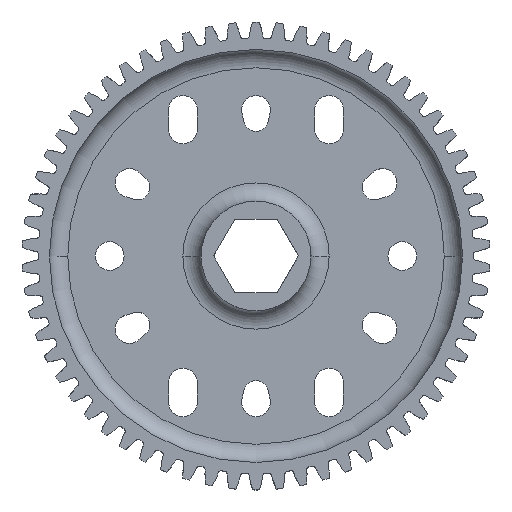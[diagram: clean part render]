
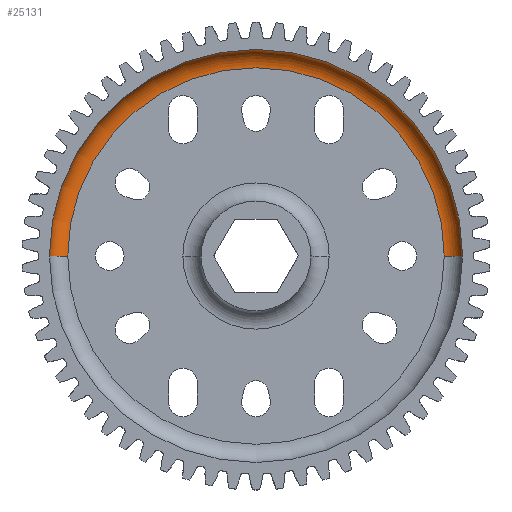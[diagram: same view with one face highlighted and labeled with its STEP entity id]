
A CAD part, top view. The second image highlights one B-rep face of the part: STEP entity #25131.
In plain terms, the highlighted toroidal (fillet/blend) face has major radius 32.703 mm and minor radius 3.175 mm.
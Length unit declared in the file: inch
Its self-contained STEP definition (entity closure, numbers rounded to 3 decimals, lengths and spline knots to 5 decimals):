
#1206 = EDGE_LOOP ( 'NONE', ( #31439, #2287, #16376, #25559 ) ) ;
#1425 = VERTEX_POINT ( 'NONE', #21475 ) ;
#2287 = ORIENTED_EDGE ( 'NONE', *, *, #7893, .F. ) ;
#4499 = AXIS2_PLACEMENT_3D ( 'NONE', #21459, #4584, #27123 ) ;
#4573 = VERTEX_POINT ( 'NONE', #5966 ) ;
#4584 = DIRECTION ( 'NONE',  ( 0., 0., 1. ) ) ;
#4959 = CIRCLE ( 'NONE', #7018, 1.2875 ) ;
#5369 = VERTEX_POINT ( 'NONE', #12623 ) ;
#5758 = DIRECTION ( 'NONE',  ( 0., 0., -1. ) ) ;
#5966 = CARTESIAN_POINT ( 'NONE',  ( -1.4125, 0., 0.0275 ) ) ;
#7018 = AXIS2_PLACEMENT_3D ( 'NONE', #14521, #21359, #26396 ) ;
#7893 = EDGE_CURVE ( 'NONE', #5369, #1425, #4959, .T. ) ;
#9943 = EDGE_CURVE ( 'NONE', #5369, #19919, #17938, .T. ) ;
#11557 = FACE_OUTER_BOUND ( 'NONE', #1206, .T. ) ;
#11676 = AXIS2_PLACEMENT_3D ( 'NONE', #25190, #28088, #23052 ) ;
#12407 = CARTESIAN_POINT ( 'NONE',  ( 1.2875, 0., 0.0275 ) ) ;
#12623 = CARTESIAN_POINT ( 'NONE',  ( 1.2875, 0., -0.0975 ) ) ;
#13375 = CARTESIAN_POINT ( 'NONE',  ( 1.4125, 0., 0.0275 ) ) ;
#14521 = CARTESIAN_POINT ( 'NONE',  ( 0., 0., -0.0975 ) ) ;
#16128 = DIRECTION ( 'NONE',  ( 1., 0., 0. ) ) ;
#16331 = CIRCLE ( 'NONE', #11676, 0.125 ) ;
#16376 = ORIENTED_EDGE ( 'NONE', *, *, #9943, .T. ) ;
#17271 = DIRECTION ( 'NONE',  ( 0., -1., 0. ) ) ;
#17938 = CIRCLE ( 'NONE', #28844, 0.125 ) ;
#19919 = VERTEX_POINT ( 'NONE', #13375 ) ;
#19923 = EDGE_CURVE ( 'NONE', #4573, #19919, #28010, .T. ) ;
#20194 = DIRECTION ( 'NONE',  ( 0., 0., -1. ) ) ;
#21359 = DIRECTION ( 'NONE',  ( 0., 0., 1. ) ) ;
#21459 = CARTESIAN_POINT ( 'NONE',  ( 0., 0., 0.0275 ) ) ;
#21475 = CARTESIAN_POINT ( 'NONE',  ( -1.2875, 0., -0.0975 ) ) ;
#23052 = DIRECTION ( 'NONE',  ( -1., 0., 0. ) ) ;
#25131 = ADVANCED_FACE ( 'NONE', ( #11557 ), #30920, .F. ) ;
#25190 = CARTESIAN_POINT ( 'NONE',  ( -1.2875, 0., 0.0275 ) ) ;
#25559 = ORIENTED_EDGE ( 'NONE', *, *, #19923, .F. ) ;
#26396 = DIRECTION ( 'NONE',  ( 1., 0., 0. ) ) ;
#27077 = EDGE_CURVE ( 'NONE', #1425, #4573, #16331, .T. ) ;
#27123 = DIRECTION ( 'NONE',  ( 1., 0., 0. ) ) ;
#28010 = CIRCLE ( 'NONE', #30607, 1.4125 ) ;
#28088 = DIRECTION ( 'NONE',  ( 0., 1., 0. ) ) ;
#28844 = AXIS2_PLACEMENT_3D ( 'NONE', #12407, #17271, #20194 ) ;
#30425 = CARTESIAN_POINT ( 'NONE',  ( 0., 0., 0.0275 ) ) ;
#30607 = AXIS2_PLACEMENT_3D ( 'NONE', #30425, #5758, #16128 ) ;
#30920 = TOROIDAL_SURFACE ( 'NONE', #4499, 1.2875, 0.125 ) ;
#31439 = ORIENTED_EDGE ( 'NONE', *, *, #27077, .F. ) ;
